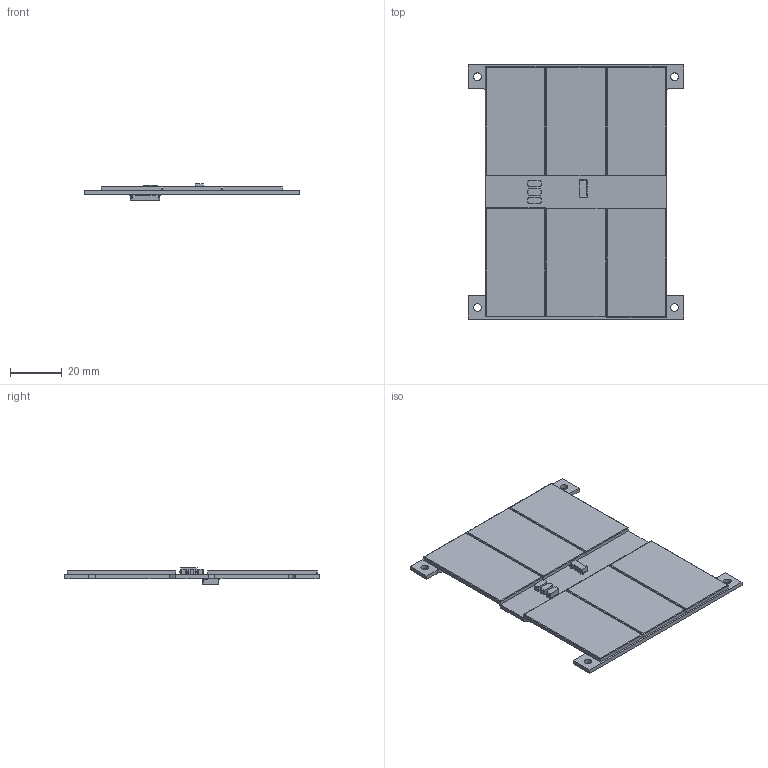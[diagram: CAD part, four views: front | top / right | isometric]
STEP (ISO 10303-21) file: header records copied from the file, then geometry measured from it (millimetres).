
FILE_DESCRIPTION(('KiCad electronic assembly'),'2;1');
FILE_NAME('solar-panel-NoCutout.step','2023-03-28T20:06:31',('Pcbnew'),( 'Kicad'),'Open CASCADE STEP processor 7.6','KiCad to STEP converter' ,'Unknown');
FILE_SCHEMA(('AUTOMOTIVE_DESIGN { 1 0 10303 214 1 1 1 1 }'));
Length unit declared in the file: millimetre
Products named in the file (10): solar-panel-NoCutout 1; solar_cell; SOLID; CDBA240LL-HF; 84592VEML7700; 5040500591; COMPOUND; solar-panel-NoCutout PCB
Assembly tree (16 placements, depth 3):
  solar-panel-NoCutout 1
    solar_cell  x6
      SOLID
    CDBA240LL-HF  x3
      SOLID
    84592VEML7700
      SOLID
    5040500591
      COMPOUND
    solar-panel-NoCutout PCB
Bounding box: 83 x 98 x 6.19 mm (x, y, z)
Volume: 20053.1 mm3; surface area: 27467.2 mm2
Topology: 12 solids, 12 shells, 538 faces, 1472 edges, 982 vertices
Faces by surface type: bspline 492, plane 30, cylinder 16
Full cylindrical faces by diameter (mm): 2.95 x4
Entity records: 28924 total; most frequent: CARTESIAN_POINT 10663, B_SPLINE_CURVE_WITH_KNOTS 3198, ORIENTED_EDGE 2544, PCURVE 2544, DEFINITIONAL_REPRESENTATION 2544, EDGE_CURVE 1272, SURFACE_CURVE 1268, VERTEX_POINT 818
